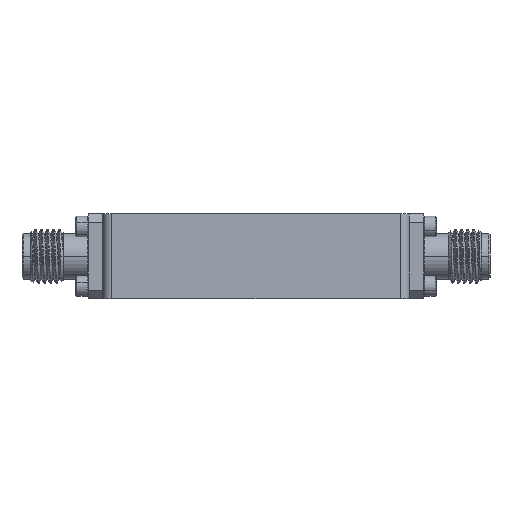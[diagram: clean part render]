
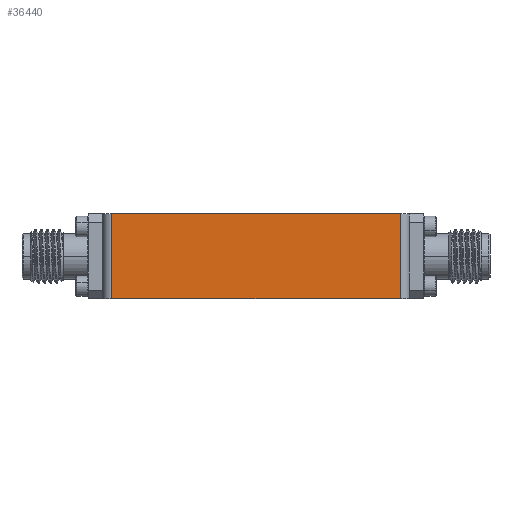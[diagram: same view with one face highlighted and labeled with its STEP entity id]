
A CAD part, left-side view. The second image highlights one B-rep face of the part: STEP entity #36440.
In plain terms, the highlighted planar face has unit normal (-1, 0, 0).
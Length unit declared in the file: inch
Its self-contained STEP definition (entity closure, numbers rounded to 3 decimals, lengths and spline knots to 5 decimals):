
#437 = LINE ( 'NONE', #14374, #22323 ) ;
#967 = CARTESIAN_POINT ( 'NONE',  ( -0.76772, -0.70866, 0.19685 ) ) ;
#1389 = FACE_OUTER_BOUND ( 'NONE', #16108, .T. ) ;
#1428 = AXIS2_PLACEMENT_3D ( 'NONE', #8366, #23238, #1863 ) ;
#1863 = DIRECTION ( 'NONE',  ( 0., 1., 0. ) ) ;
#1899 = CARTESIAN_POINT ( 'NONE',  ( -0.76772, -0.66866, 0.19685 ) ) ;
#3496 = VERTEX_POINT ( 'NONE', #44219 ) ;
#4347 = ORIENTED_EDGE ( 'NONE', *, *, #41600, .F. ) ;
#5293 = VERTEX_POINT ( 'NONE', #9815 ) ;
#6319 = VERTEX_POINT ( 'NONE', #19298 ) ;
#8366 = CARTESIAN_POINT ( 'NONE',  ( -0.76772, -0.70866, 0.19685 ) ) ;
#9815 = CARTESIAN_POINT ( 'NONE',  ( -0.76772, -0.66866, -0.19685 ) ) ;
#13622 = ORIENTED_EDGE ( 'NONE', *, *, #42179, .T. ) ;
#14286 = LINE ( 'NONE', #39135, #17941 ) ;
#14374 = CARTESIAN_POINT ( 'NONE',  ( -0.76772, -0.70866, -0.19685 ) ) ;
#16108 = EDGE_LOOP ( 'NONE', ( #4347, #13622, #18694, #17646 ) ) ;
#17646 = ORIENTED_EDGE ( 'NONE', *, *, #18290, .T. ) ;
#17941 = VECTOR ( 'NONE', #41705, 39.37008 ) ;
#18290 = EDGE_CURVE ( 'NONE', #5293, #3496, #18622, .T. ) ;
#18375 = VERTEX_POINT ( 'NONE', #21164 ) ;
#18622 = LINE ( 'NONE', #1899, #40506 ) ;
#18694 = ORIENTED_EDGE ( 'NONE', *, *, #38456, .T. ) ;
#19298 = CARTESIAN_POINT ( 'NONE',  ( -0.76772, 0.66866, 0.19685 ) ) ;
#21164 = CARTESIAN_POINT ( 'NONE',  ( -0.76772, 0.66866, -0.19685 ) ) ;
#22323 = VECTOR ( 'NONE', #45971, 39.37008 ) ;
#23238 = DIRECTION ( 'NONE',  ( 1., 0., 0. ) ) ;
#32721 = VECTOR ( 'NONE', #43462, 39.37008 ) ;
#32782 = LINE ( 'NONE', #967, #32721 ) ;
#36440 = ADVANCED_FACE ( 'NONE', ( #1389 ), #40876, .F. ) ;
#38456 = EDGE_CURVE ( 'NONE', #18375, #5293, #437, .T. ) ;
#39135 = CARTESIAN_POINT ( 'NONE',  ( -0.76772, 0.66866, 0.19685 ) ) ;
#40506 = VECTOR ( 'NONE', #43236, 39.37008 ) ;
#40876 = PLANE ( 'NONE',  #1428 ) ;
#41600 = EDGE_CURVE ( 'NONE', #6319, #3496, #32782, .T. ) ;
#41705 = DIRECTION ( 'NONE',  ( 0., 0., -1. ) ) ;
#42179 = EDGE_CURVE ( 'NONE', #6319, #18375, #14286, .T. ) ;
#43236 = DIRECTION ( 'NONE',  ( 0., 0., 1. ) ) ;
#43462 = DIRECTION ( 'NONE',  ( 0., -1., 0. ) ) ;
#44219 = CARTESIAN_POINT ( 'NONE',  ( -0.76772, -0.66866, 0.19685 ) ) ;
#45971 = DIRECTION ( 'NONE',  ( 0., -1., 0. ) ) ;
